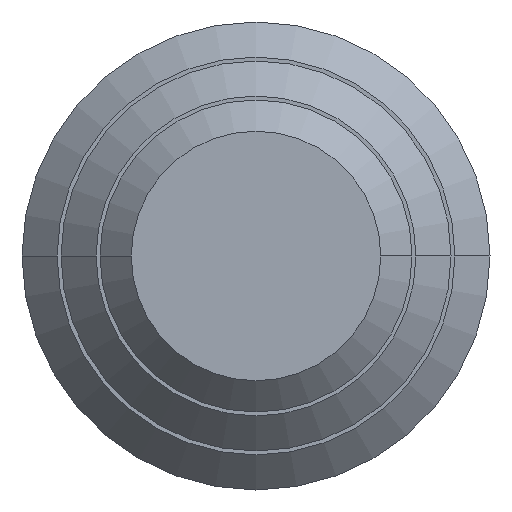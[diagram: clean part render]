
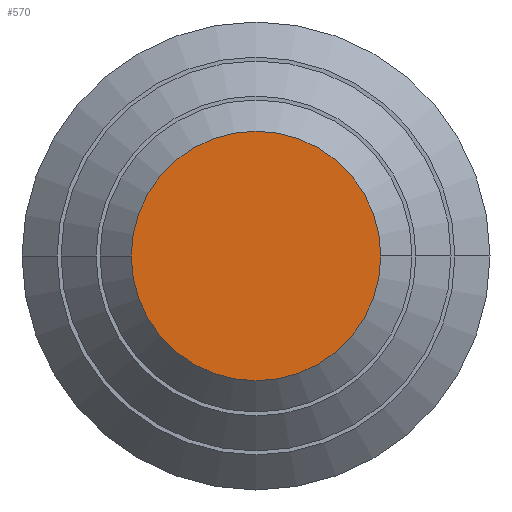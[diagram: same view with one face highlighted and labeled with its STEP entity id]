
A CAD part, left-side view. The second image highlights one B-rep face of the part: STEP entity #570.
In plain terms, the highlighted planar face has unit normal (-1, 0, 0).
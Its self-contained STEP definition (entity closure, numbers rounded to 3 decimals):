
#61 = EDGE_CURVE ( 'NONE', #772, #786, #153, .T. ) ;
#97 = CARTESIAN_POINT ( 'NONE',  ( -250., -3.2, 0. ) ) ;
#134 = CARTESIAN_POINT ( 'NONE',  ( -250., 0., 0. ) ) ;
#145 = AXIS2_PLACEMENT_3D ( 'NONE', #171, #597, #223 ) ;
#153 = CIRCLE ( 'NONE', #145, 3.2 ) ;
#171 = CARTESIAN_POINT ( 'NONE',  ( -250., 0., 0. ) ) ;
#189 = ORIENTED_EDGE ( 'NONE', *, *, #567, .T. ) ;
#223 = DIRECTION ( 'NONE',  ( 0., -1., 0. ) ) ;
#305 = PLANE ( 'NONE',  #499 ) ;
#314 = CARTESIAN_POINT ( 'NONE',  ( -250., 3.2, 0. ) ) ;
#357 = CARTESIAN_POINT ( 'NONE',  ( -250., 0., 0. ) ) ;
#366 = DIRECTION ( 'NONE',  ( 0., 1., 0. ) ) ;
#484 = DIRECTION ( 'NONE',  ( -1., 0., 0. ) ) ;
#493 = DIRECTION ( 'NONE',  ( 0., -1., 0. ) ) ;
#499 = AXIS2_PLACEMENT_3D ( 'NONE', #357, #568, #366 ) ;
#567 = EDGE_CURVE ( 'NONE', #786, #772, #668, .T. ) ;
#568 = DIRECTION ( 'NONE',  ( 1., 0., 0. ) ) ;
#570 = ADVANCED_FACE ( 'NONE', ( #586 ), #305, .F. ) ;
#586 = FACE_OUTER_BOUND ( 'NONE', #662, .T. ) ;
#597 = DIRECTION ( 'NONE',  ( -1., 0., 0. ) ) ;
#662 = EDGE_LOOP ( 'NONE', ( #189, #670 ) ) ;
#668 = CIRCLE ( 'NONE', #718, 3.2 ) ;
#670 = ORIENTED_EDGE ( 'NONE', *, *, #61, .T. ) ;
#718 = AXIS2_PLACEMENT_3D ( 'NONE', #134, #484, #493 ) ;
#772 = VERTEX_POINT ( 'NONE', #97 ) ;
#786 = VERTEX_POINT ( 'NONE', #314 ) ;
